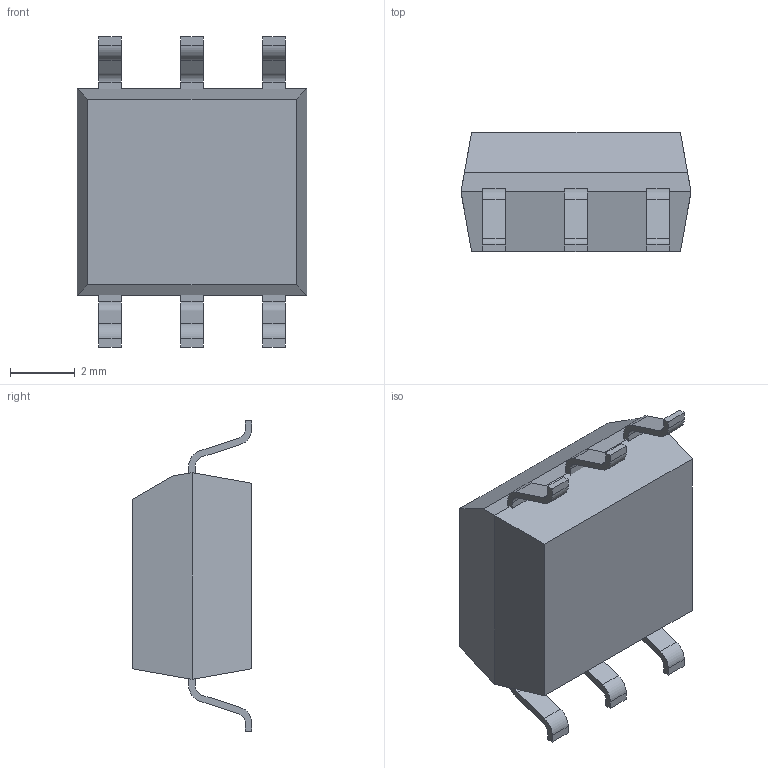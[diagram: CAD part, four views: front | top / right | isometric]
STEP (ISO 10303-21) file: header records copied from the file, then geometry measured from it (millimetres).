
FILE_DESCRIPTION (( 'STEP AP214' ), '1' );
FILE_NAME ('DIL-6 SMD.STEP', '2012-01-27T11:53:16', ( 'Master' ), ( '' ), 'SwSTEP 2.0', 'SolidWorks 2010', '' );
FILE_SCHEMA (( 'AUTOMOTIVE_DESIGN' ));
Length unit declared in the file: millimetre
Products named in the file (1): DIL-6 SMD
Bounding box: 7.12 x 3.7 x 9.6 mm (x, y, z)
Volume: 153 mm3; surface area: 198.8 mm2
Topology: 2 solids, 2 shells, 93 faces, 260 edges, 172 vertices
Faces by surface type: plane 67, cylinder 26
Entity records: 3171 total; most frequent: CARTESIAN_POINT 526, ORIENTED_EDGE 520, DIRECTION 500, EDGE_CURVE 260, VECTOR 208, LINE 208, VERTEX_POINT 172, AXIS2_PLACEMENT_3D 146
